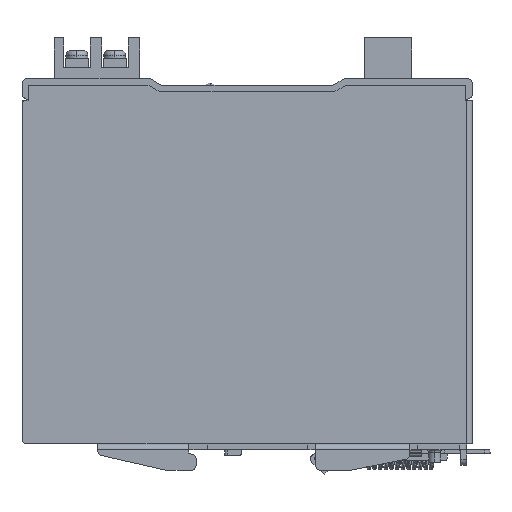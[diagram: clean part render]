
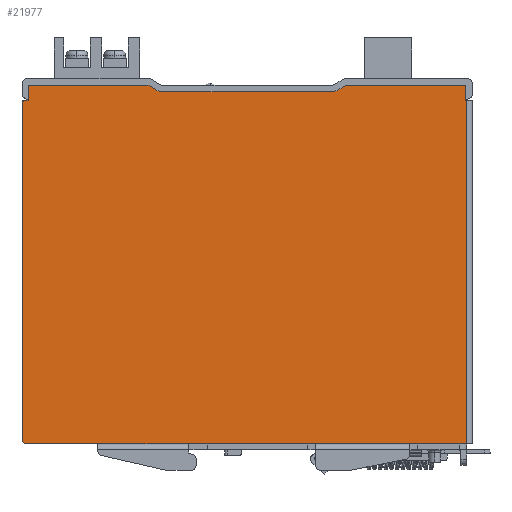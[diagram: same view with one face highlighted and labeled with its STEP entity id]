
A CAD part, left-side view. The second image highlights one B-rep face of the part: STEP entity #21977.
In plain terms, the highlighted planar face has unit normal (-1, 0, 0).
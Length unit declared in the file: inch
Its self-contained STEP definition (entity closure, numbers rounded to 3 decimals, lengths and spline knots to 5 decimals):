
#3250 = EDGE_CURVE ( 'NONE', #3302, #3314, #31873, .T. ) ;
#3302 = VERTEX_POINT ( 'NONE', #31957 ) ;
#3314 = VERTEX_POINT ( 'NONE', #32003 ) ;
#13072 = VERTEX_POINT ( 'NONE', #68201 ) ;
#13227 = EDGE_CURVE ( 'NONE', #13228, #13072, #68433, .T. ) ;
#13228 = VERTEX_POINT ( 'NONE', #68462 ) ;
#21583 = EDGE_CURVE ( 'NONE', #21602, #21806, #45987, .T. ) ;
#21602 = VERTEX_POINT ( 'NONE', #46061 ) ;
#21806 = VERTEX_POINT ( 'NONE', #46396 ) ;
#21839 = VERTEX_POINT ( 'NONE', #46486 ) ;
#21847 = EDGE_CURVE ( 'NONE', #21806, #21839, #46524, .T. ) ;
#21885 = VERTEX_POINT ( 'NONE', #46536 ) ;
#21892 = EDGE_CURVE ( 'NONE', #21885, #25492, #46585, .T. ) ;
#21903 = EDGE_LOOP ( 'NONE', ( #21919, #21942, #21983, #21982, #21921, #21990, #21927, #21985, #21988, #21967, #21973, #21975, #21958, #21956, #21963, #21962, #21952, #22006 ) ) ;
#21918 = EDGE_CURVE ( 'NONE', #3302, #13228, #46563, .T. ) ;
#21919 = ORIENTED_EDGE ( 'NONE', *, *, #3250, .F. ) ;
#21921 = ORIENTED_EDGE ( 'NONE', *, *, #21583, .T. ) ;
#21924 = EDGE_CURVE ( 'NONE', #21839, #21945, #46604, .T. ) ;
#21927 = ORIENTED_EDGE ( 'NONE', *, *, #21924, .T. ) ;
#21941 = VERTEX_POINT ( 'NONE', #46631 ) ;
#21942 = ORIENTED_EDGE ( 'NONE', *, *, #21918, .T. ) ;
#21945 = VERTEX_POINT ( 'NONE', #46628 ) ;
#21952 = ORIENTED_EDGE ( 'NONE', *, *, #25599, .T. ) ;
#21954 = VERTEX_POINT ( 'NONE', #46594 ) ;
#21955 = VERTEX_POINT ( 'NONE', #46685 ) ;
#21956 = ORIENTED_EDGE ( 'NONE', *, *, #21959, .T. ) ;
#21958 = ORIENTED_EDGE ( 'NONE', *, *, #21961, .T. ) ;
#21959 = EDGE_CURVE ( 'NONE', #21954, #21885, #46627, .T. ) ;
#21961 = EDGE_CURVE ( 'NONE', #21955, #21954, #46686, .T. ) ;
#21962 = ORIENTED_EDGE ( 'NONE', *, *, #25664, .T. ) ;
#21963 = ORIENTED_EDGE ( 'NONE', *, *, #21892, .T. ) ;
#21966 = EDGE_CURVE ( 'NONE', #25617, #3314, #46687, .T. ) ;
#21967 = ORIENTED_EDGE ( 'NONE', *, *, #21971, .T. ) ;
#21968 = EDGE_CURVE ( 'NONE', #21984, #21979, #46661, .T. ) ;
#21970 = VERTEX_POINT ( 'NONE', #46678 ) ;
#21971 = EDGE_CURVE ( 'NONE', #21979, #21970, #46662, .T. ) ;
#21973 = ORIENTED_EDGE ( 'NONE', *, *, #21974, .T. ) ;
#21974 = EDGE_CURVE ( 'NONE', #21970, #21941, #46711, .T. ) ;
#21975 = ORIENTED_EDGE ( 'NONE', *, *, #22022, .T. ) ;
#21977 = ADVANCED_FACE ( 'NONE', ( #46707 ), #46698, .T. ) ;
#21978 = EDGE_CURVE ( 'NONE', #13072, #21602, #46691, .T. ) ;
#21979 = VERTEX_POINT ( 'NONE', #46760 ) ;
#21982 = ORIENTED_EDGE ( 'NONE', *, *, #21978, .T. ) ;
#21983 = ORIENTED_EDGE ( 'NONE', *, *, #13227, .T. ) ;
#21984 = VERTEX_POINT ( 'NONE', #46749 ) ;
#21985 = ORIENTED_EDGE ( 'NONE', *, *, #21991, .T. ) ;
#21988 = ORIENTED_EDGE ( 'NONE', *, *, #21968, .T. ) ;
#21990 = ORIENTED_EDGE ( 'NONE', *, *, #21847, .T. ) ;
#21991 = EDGE_CURVE ( 'NONE', #21945, #21984, #46744, .T. ) ;
#22006 = ORIENTED_EDGE ( 'NONE', *, *, #21966, .T. ) ;
#22022 = EDGE_CURVE ( 'NONE', #21941, #21955, #46764, .T. ) ;
#25418 = VERTEX_POINT ( 'NONE', #53619 ) ;
#25492 = VERTEX_POINT ( 'NONE', #53756 ) ;
#25599 = EDGE_CURVE ( 'NONE', #25418, #25617, #53941, .T. ) ;
#25617 = VERTEX_POINT ( 'NONE', #53937 ) ;
#25664 = EDGE_CURVE ( 'NONE', #25492, #25418, #54121, .T. ) ;
#31870 = DIRECTION ( 'NONE',  ( 0., 0., 1. ) ) ;
#31871 = VECTOR ( 'NONE', #31870, 39.37008 ) ;
#31872 = CARTESIAN_POINT ( 'NONE',  ( -1.673, 2.38, -3.86 ) ) ;
#31873 = LINE ( 'NONE', #31872, #31871 ) ;
#31957 = CARTESIAN_POINT ( 'NONE',  ( -1.673, 2.38, -3.81 ) ) ;
#32003 = CARTESIAN_POINT ( 'NONE',  ( -1.673, 2.38, -0.28 ) ) ;
#45987 = LINE ( 'NONE', #46033, #46032 ) ;
#46031 = DIRECTION ( 'NONE',  ( 0., 1., 0. ) ) ;
#46032 = VECTOR ( 'NONE', #46031, 39.37008 ) ;
#46033 = CARTESIAN_POINT ( 'NONE',  ( -1.673, -2.31, -0.23 ) ) ;
#46061 = CARTESIAN_POINT ( 'NONE',  ( -1.673, -2.32, -0.23 ) ) ;
#46396 = CARTESIAN_POINT ( 'NONE',  ( -1.673, -2.31, -0.23 ) ) ;
#46486 = CARTESIAN_POINT ( 'NONE',  ( -1.673, -2.31, -0.22 ) ) ;
#46517 = DIRECTION ( 'NONE',  ( 0., 0., 1. ) ) ;
#46518 = VECTOR ( 'NONE', #46517, 39.37008 ) ;
#46519 = CARTESIAN_POINT ( 'NONE',  ( -1.673, -2.31, -0.23 ) ) ;
#46524 = LINE ( 'NONE', #46519, #46518 ) ;
#46536 = CARTESIAN_POINT ( 'NONE',  ( -1.673, 2.31, -0.07 ) ) ;
#46563 = CIRCLE ( 'NONE', #46616, 0.05 ) ;
#46578 = CARTESIAN_POINT ( 'NONE',  ( -1.673, -2.31, -0.22106 ) ) ;
#46582 = DIRECTION ( 'NONE',  ( 0., 0., -1. ) ) ;
#46583 = VECTOR ( 'NONE', #46582, 39.37008 ) ;
#46584 = CARTESIAN_POINT ( 'NONE',  ( -1.673, 2.31, -0.07 ) ) ;
#46585 = LINE ( 'NONE', #46584, #46583 ) ;
#46594 = CARTESIAN_POINT ( 'NONE',  ( -1.673, 1.04876, -0.07 ) ) ;
#46602 = DIRECTION ( 'NONE',  ( 0., 0., 1. ) ) ;
#46603 = VECTOR ( 'NONE', #46602, 39.37008 ) ;
#46604 = LINE ( 'NONE', #46578, #46603 ) ;
#46609 = DIRECTION ( 'NONE',  ( 0., -1., 0. ) ) ;
#46610 = DIRECTION ( 'NONE',  ( -1., 0., 0. ) ) ;
#46615 = CARTESIAN_POINT ( 'NONE',  ( -1.673, 2.33, -3.81 ) ) ;
#46616 = AXIS2_PLACEMENT_3D ( 'NONE', #46615, #46610, #46609 ) ;
#46626 = CARTESIAN_POINT ( 'NONE',  ( -1.673, 1.04876, -0.07 ) ) ;
#46627 = LINE ( 'NONE', #46626, #46681 ) ;
#46628 = CARTESIAN_POINT ( 'NONE',  ( -1.673, -2.31, -0.07 ) ) ;
#46631 = CARTESIAN_POINT ( 'NONE',  ( -1.673, 0.89268, -0.14 ) ) ;
#46658 = DIRECTION ( 'NONE',  ( 0., 0.866, -0.5 ) ) ;
#46659 = VECTOR ( 'NONE', #46658, 39.37008 ) ;
#46660 = CARTESIAN_POINT ( 'NONE',  ( -1.673, -1.04876, -0.07 ) ) ;
#46661 = LINE ( 'NONE', #46660, #46659 ) ;
#46662 = CIRCLE ( 'NONE', #46720, 0.13 ) ;
#46666 = DIRECTION ( 'NONE',  ( 0., -1., 0. ) ) ;
#46667 = DIRECTION ( 'NONE',  ( -1., 0., 0. ) ) ;
#46668 = AXIS2_PLACEMENT_3D ( 'NONE', #46673, #46667, #46666 ) ;
#46673 = CARTESIAN_POINT ( 'NONE',  ( -1.673, 2.33, -0.28 ) ) ;
#46675 = DIRECTION ( 'NONE',  ( 0., 0.866, 0.5 ) ) ;
#46676 = VECTOR ( 'NONE', #46675, 39.37008 ) ;
#46677 = CARTESIAN_POINT ( 'NONE',  ( -1.673, 0.95768, -0.12258 ) ) ;
#46678 = CARTESIAN_POINT ( 'NONE',  ( -1.673, -0.89268, -0.14 ) ) ;
#46680 = DIRECTION ( 'NONE',  ( 0., 1., 0. ) ) ;
#46681 = VECTOR ( 'NONE', #46680, 39.37008 ) ;
#46685 = CARTESIAN_POINT ( 'NONE',  ( -1.673, 0.95768, -0.12258 ) ) ;
#46686 = LINE ( 'NONE', #46677, #46676 ) ;
#46687 = CIRCLE ( 'NONE', #46668, 0.05 ) ;
#46689 = DIRECTION ( 'NONE',  ( 0., 0., 1. ) ) ;
#46690 = VECTOR ( 'NONE', #46689, 39.37008 ) ;
#46691 = LINE ( 'NONE', #46694, #46690 ) ;
#46693 = DIRECTION ( 'NONE',  ( 0., -1., 0. ) ) ;
#46694 = CARTESIAN_POINT ( 'NONE',  ( -1.673, -2.32, -0.01 ) ) ;
#46698 = PLANE ( 'NONE',  #46712 ) ;
#46705 = DIRECTION ( 'NONE',  ( -1., 0., 0. ) ) ;
#46706 = CARTESIAN_POINT ( 'NONE',  ( -1.673, -0.89268, -0.01 ) ) ;
#46707 = FACE_OUTER_BOUND ( 'NONE', #21903, .T. ) ;
#46708 = DIRECTION ( 'NONE',  ( 0., 1., 0. ) ) ;
#46709 = VECTOR ( 'NONE', #46708, 39.37008 ) ;
#46710 = CARTESIAN_POINT ( 'NONE',  ( -1.673, -0.89268, -0.14 ) ) ;
#46711 = LINE ( 'NONE', #46710, #46709 ) ;
#46712 = AXIS2_PLACEMENT_3D ( 'NONE', #46706, #46705, #46693 ) ;
#46716 = DIRECTION ( 'NONE',  ( 0., -1., 0. ) ) ;
#46718 = DIRECTION ( 'NONE',  ( 1., 0., 0. ) ) ;
#46719 = CARTESIAN_POINT ( 'NONE',  ( -1.673, -0.89268, -0.01 ) ) ;
#46720 = AXIS2_PLACEMENT_3D ( 'NONE', #46719, #46718, #46716 ) ;
#46741 = DIRECTION ( 'NONE',  ( 0., 1., 0. ) ) ;
#46742 = VECTOR ( 'NONE', #46741, 39.37008 ) ;
#46743 = CARTESIAN_POINT ( 'NONE',  ( -1.673, -2.31, -0.07 ) ) ;
#46744 = LINE ( 'NONE', #46743, #46742 ) ;
#46749 = CARTESIAN_POINT ( 'NONE',  ( -1.673, -1.04876, -0.07 ) ) ;
#46760 = CARTESIAN_POINT ( 'NONE',  ( -1.673, -0.95768, -0.12258 ) ) ;
#46764 = CIRCLE ( 'NONE', #46773, 0.13 ) ;
#46765 = CARTESIAN_POINT ( 'NONE',  ( -1.673, 0.89268, -0.01 ) ) ;
#46773 = AXIS2_PLACEMENT_3D ( 'NONE', #46765, #46817, #46816 ) ;
#46816 = DIRECTION ( 'NONE',  ( 0., -1., 0. ) ) ;
#46817 = DIRECTION ( 'NONE',  ( 1., 0., 0. ) ) ;
#53619 = CARTESIAN_POINT ( 'NONE',  ( -1.673, 2.31, -0.23 ) ) ;
#53756 = CARTESIAN_POINT ( 'NONE',  ( -1.673, 2.31, -0.22 ) ) ;
#53937 = CARTESIAN_POINT ( 'NONE',  ( -1.673, 2.33, -0.23 ) ) ;
#53938 = DIRECTION ( 'NONE',  ( 0., 1., 0. ) ) ;
#53939 = VECTOR ( 'NONE', #53938, 39.37008 ) ;
#53940 = CARTESIAN_POINT ( 'NONE',  ( -1.673, 2.56973, -0.23 ) ) ;
#53941 = LINE ( 'NONE', #53940, #53939 ) ;
#54118 = DIRECTION ( 'NONE',  ( 0., 0., -1. ) ) ;
#54119 = VECTOR ( 'NONE', #54118, 39.37008 ) ;
#54120 = CARTESIAN_POINT ( 'NONE',  ( -1.673, 2.31, -0.07 ) ) ;
#54121 = LINE ( 'NONE', #54120, #54119 ) ;
#68201 = CARTESIAN_POINT ( 'NONE',  ( -1.673, -2.32, -3.86 ) ) ;
#68433 = LINE ( 'NONE', #68460, #68459 ) ;
#68458 = DIRECTION ( 'NONE',  ( 0., -1., 0. ) ) ;
#68459 = VECTOR ( 'NONE', #68458, 39.37008 ) ;
#68460 = CARTESIAN_POINT ( 'NONE',  ( -1.673, -2.38, -3.86 ) ) ;
#68462 = CARTESIAN_POINT ( 'NONE',  ( -1.673, 2.33, -3.86 ) ) ;
